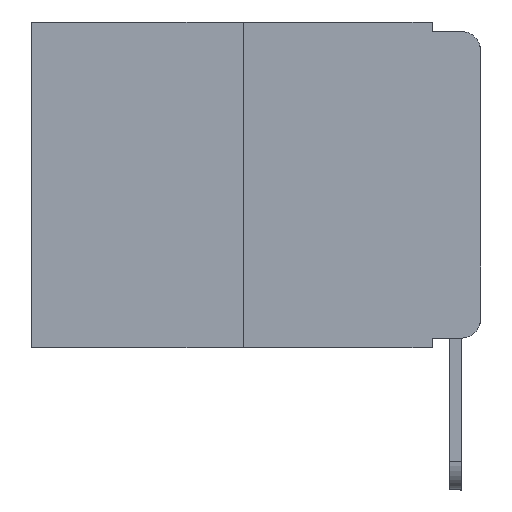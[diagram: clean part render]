
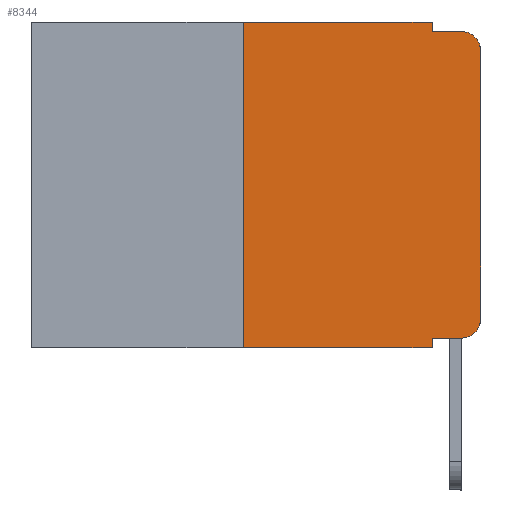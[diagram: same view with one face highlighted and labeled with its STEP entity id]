
A CAD part, left-side view. The second image highlights one B-rep face of the part: STEP entity #8344.
In plain terms, the highlighted planar face has unit normal (-1, 0, 0).
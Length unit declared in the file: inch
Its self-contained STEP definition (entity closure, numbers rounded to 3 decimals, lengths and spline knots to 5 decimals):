
#424 = CARTESIAN_POINT ( 'NONE',  ( 0., 0.02, -0.313 ) ) ;
#699 = VECTOR ( 'NONE', #24145, 39.37008 ) ;
#824 = AXIS2_PLACEMENT_3D ( 'NONE', #424, #11008, #9071 ) ;
#1036 = CARTESIAN_POINT ( 'NONE',  ( 0., 0., -0.03 ) ) ;
#1437 = ORIENTED_EDGE ( 'NONE', *, *, #3930, .F. ) ;
#2008 = CIRCLE ( 'NONE', #13839, 0.02 ) ;
#2049 = VECTOR ( 'NONE', #13707, 39.37008 ) ;
#2051 = CARTESIAN_POINT ( 'NONE',  ( 0., 0.473, 0. ) ) ;
#2190 = VERTEX_POINT ( 'NONE', #26850 ) ;
#3210 = VECTOR ( 'NONE', #6101, 39.37008 ) ;
#3244 = ORIENTED_EDGE ( 'NONE', *, *, #12470, .T. ) ;
#3807 = ORIENTED_EDGE ( 'NONE', *, *, #5630, .F. ) ;
#3930 = EDGE_CURVE ( 'NONE', #7259, #2190, #15506, .T. ) ;
#4220 = VERTEX_POINT ( 'NONE', #4241 ) ;
#4241 = CARTESIAN_POINT ( 'NONE',  ( 0., 0.02, -0.333 ) ) ;
#4321 = LINE ( 'NONE', #20661, #3210 ) ;
#4390 = EDGE_CURVE ( 'NONE', #15172, #17874, #21925, .T. ) ;
#5048 = CARTESIAN_POINT ( 'NONE',  ( 0., 0.051, 0. ) ) ;
#5196 = ORIENTED_EDGE ( 'NONE', *, *, #17035, .F. ) ;
#5220 = CARTESIAN_POINT ( 'NONE',  ( 0., 0.051, -0.343 ) ) ;
#5334 = CARTESIAN_POINT ( 'NONE',  ( 0., 0.051, 0. ) ) ;
#5351 = VERTEX_POINT ( 'NONE', #6030 ) ;
#5630 = EDGE_CURVE ( 'NONE', #2190, #25507, #11081, .T. ) ;
#5889 = AXIS2_PLACEMENT_3D ( 'NONE', #2051, #7959, #18798 ) ;
#5950 = DIRECTION ( 'NONE',  ( 0., -1., 0. ) ) ;
#6030 = CARTESIAN_POINT ( 'NONE',  ( 0., 0.25, -0.343 ) ) ;
#6101 = DIRECTION ( 'NONE',  ( 0., -1., 0. ) ) ;
#6171 = EDGE_CURVE ( 'NONE', #25507, #15290, #4321, .T. ) ;
#6936 = VERTEX_POINT ( 'NONE', #5220 ) ;
#7259 = VERTEX_POINT ( 'NONE', #22029 ) ;
#7562 = VECTOR ( 'NONE', #21654, 39.37008 ) ;
#7593 = VECTOR ( 'NONE', #15615, 39.37008 ) ;
#7699 = CARTESIAN_POINT ( 'NONE',  ( 0., 0.25, 0. ) ) ;
#7959 = DIRECTION ( 'NONE',  ( 1., 0., 0. ) ) ;
#8344 = ADVANCED_FACE ( 'NONE', ( #14127 ), #20866, .F. ) ;
#8410 = LINE ( 'NONE', #25163, #8700 ) ;
#8700 = VECTOR ( 'NONE', #5950, 39.37008 ) ;
#9071 = DIRECTION ( 'NONE',  ( 0., 0., -1. ) ) ;
#9189 = CARTESIAN_POINT ( 'NONE',  ( 0., 0.473, 0. ) ) ;
#9219 = CARTESIAN_POINT ( 'NONE',  ( 0., 0.02, -0.03 ) ) ;
#10450 = ORIENTED_EDGE ( 'NONE', *, *, #20675, .T. ) ;
#11008 = DIRECTION ( 'NONE',  ( -1., 0., 0. ) ) ;
#11081 = LINE ( 'NONE', #5048, #7562 ) ;
#11164 = VECTOR ( 'NONE', #24154, 39.37008 ) ;
#11482 = EDGE_CURVE ( 'NONE', #4220, #15172, #16204, .T. ) ;
#12470 = EDGE_CURVE ( 'NONE', #5351, #6936, #8410, .T. ) ;
#12785 = ORIENTED_EDGE ( 'NONE', *, *, #6171, .F. ) ;
#13329 = CARTESIAN_POINT ( 'NONE',  ( 0., 0.051, -0.333 ) ) ;
#13707 = DIRECTION ( 'NONE',  ( 0., 0., -1. ) ) ;
#13839 = AXIS2_PLACEMENT_3D ( 'NONE', #9219, #17316, #21570 ) ;
#14127 = FACE_OUTER_BOUND ( 'NONE', #20791, .T. ) ;
#15172 = VERTEX_POINT ( 'NONE', #21746 ) ;
#15290 = VERTEX_POINT ( 'NONE', #20102 ) ;
#15360 = ORIENTED_EDGE ( 'NONE', *, *, #18143, .T. ) ;
#15506 = LINE ( 'NONE', #9189, #15723 ) ;
#15615 = DIRECTION ( 'NONE',  ( 0., 0., 1. ) ) ;
#15723 = VECTOR ( 'NONE', #19351, 39.37008 ) ;
#15802 = LINE ( 'NONE', #13329, #699 ) ;
#16204 = CIRCLE ( 'NONE', #824, 0.02 ) ;
#17035 = EDGE_CURVE ( 'NONE', #5351, #7259, #26495, .T. ) ;
#17255 = CARTESIAN_POINT ( 'NONE',  ( 0., 0., 0. ) ) ;
#17316 = DIRECTION ( 'NONE',  ( -1., 0., 0. ) ) ;
#17644 = VERTEX_POINT ( 'NONE', #23168 ) ;
#17697 = CARTESIAN_POINT ( 'NONE',  ( 0., 0.051, -0.01 ) ) ;
#17874 = VERTEX_POINT ( 'NONE', #1036 ) ;
#18143 = EDGE_CURVE ( 'NONE', #17874, #15290, #2008, .T. ) ;
#18798 = DIRECTION ( 'NONE',  ( 0., 0., -1. ) ) ;
#19351 = DIRECTION ( 'NONE',  ( 0., -1., 0. ) ) ;
#20102 = CARTESIAN_POINT ( 'NONE',  ( 0., 0.02, -0.01 ) ) ;
#20661 = CARTESIAN_POINT ( 'NONE',  ( 0., 0.051, -0.01 ) ) ;
#20675 = EDGE_CURVE ( 'NONE', #17644, #4220, #15802, .T. ) ;
#20791 = EDGE_LOOP ( 'NONE', ( #23060, #15360, #12785, #3807, #1437, #5196, #3244, #25716, #10450, #25416 ) ) ;
#20866 = PLANE ( 'NONE',  #5889 ) ;
#21570 = DIRECTION ( 'NONE',  ( 0., 0., -1. ) ) ;
#21654 = DIRECTION ( 'NONE',  ( 0., 0., -1. ) ) ;
#21746 = CARTESIAN_POINT ( 'NONE',  ( 0., 0., -0.313 ) ) ;
#21925 = LINE ( 'NONE', #17255, #7593 ) ;
#22029 = CARTESIAN_POINT ( 'NONE',  ( 0., 0.25, 0. ) ) ;
#22439 = EDGE_CURVE ( 'NONE', #17644, #6936, #23712, .T. ) ;
#23060 = ORIENTED_EDGE ( 'NONE', *, *, #4390, .T. ) ;
#23168 = CARTESIAN_POINT ( 'NONE',  ( 0., 0.051, -0.333 ) ) ;
#23712 = LINE ( 'NONE', #5334, #2049 ) ;
#24145 = DIRECTION ( 'NONE',  ( 0., -1., 0. ) ) ;
#24154 = DIRECTION ( 'NONE',  ( 0., 0., 1. ) ) ;
#25163 = CARTESIAN_POINT ( 'NONE',  ( 0., 0.473, -0.343 ) ) ;
#25416 = ORIENTED_EDGE ( 'NONE', *, *, #11482, .T. ) ;
#25507 = VERTEX_POINT ( 'NONE', #17697 ) ;
#25716 = ORIENTED_EDGE ( 'NONE', *, *, #22439, .F. ) ;
#26495 = LINE ( 'NONE', #7699, #11164 ) ;
#26850 = CARTESIAN_POINT ( 'NONE',  ( 0., 0.051, 0. ) ) ;
